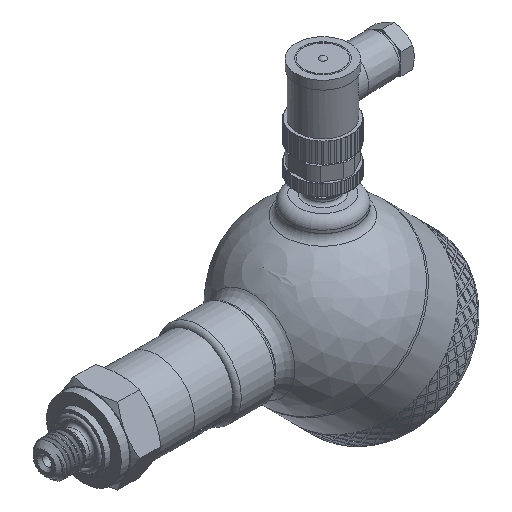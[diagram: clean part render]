
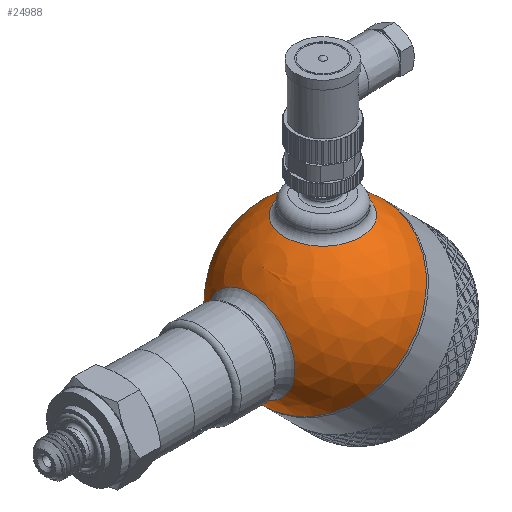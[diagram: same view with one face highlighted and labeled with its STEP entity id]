
A CAD part, isometric view. The second image highlights one B-rep face of the part: STEP entity #24988.
In plain terms, the highlighted spherical face has radius 30 mm.
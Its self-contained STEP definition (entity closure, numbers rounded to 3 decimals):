
#36=SPHERICAL_SURFACE('',#26533,30.);
#121=FACE_BOUND('',#3398,.T.);
#122=FACE_BOUND('',#3399,.T.);
#1763=FACE_OUTER_BOUND('',#3397,.T.);
#3397=EDGE_LOOP('',(#17952,#17953,#17954,#17955));
#3398=EDGE_LOOP('',(#17956));
#3399=EDGE_LOOP('',(#17957));
#4906=CIRCLE('',#26455,30.);
#4907=CIRCLE('',#26456,30.);
#4934=CIRCLE('',#26529,13.5);
#4937=CIRCLE('',#26534,30.);
#4938=CIRCLE('',#26535,15.643);
#9560=VERTEX_POINT('',#33704);
#9561=VERTEX_POINT('',#33706);
#10060=VERTEX_POINT('',#40093);
#10062=VERTEX_POINT('',#40100);
#10063=VERTEX_POINT('',#40102);
#12261=EDGE_CURVE('',#9560,#9561,#4906,.T.);
#12262=EDGE_CURVE('',#9561,#9560,#4907,.T.);
#13013=EDGE_CURVE('',#10060,#10060,#4934,.T.);
#13016=EDGE_CURVE('',#9561,#10062,#4937,.T.);
#13017=EDGE_CURVE('',#10063,#10063,#4938,.T.);
#17952=ORIENTED_EDGE('',*,*,#12262,.F.);
#17953=ORIENTED_EDGE('',*,*,#13016,.T.);
#17954=ORIENTED_EDGE('',*,*,#13016,.F.);
#17955=ORIENTED_EDGE('',*,*,#12261,.F.);
#17956=ORIENTED_EDGE('',*,*,#13017,.F.);
#17957=ORIENTED_EDGE('',*,*,#13013,.F.);
#24988=ADVANCED_FACE('',(#1763,#121,#122),#36,.T.);
#26455=AXIS2_PLACEMENT_3D('',#33707,#28165,#28166);
#26456=AXIS2_PLACEMENT_3D('',#33708,#28167,#28168);
#26529=AXIS2_PLACEMENT_3D('',#40094,#28577,#28578);
#26533=AXIS2_PLACEMENT_3D('',#40099,#28585,#28586);
#26534=AXIS2_PLACEMENT_3D('',#40101,#28587,#28588);
#26535=AXIS2_PLACEMENT_3D('',#40103,#28589,#28590);
#28165=DIRECTION('center_axis',(1.,0.,0.));
#28166=DIRECTION('ref_axis',(0.,1.,0.));
#28167=DIRECTION('center_axis',(1.,0.,0.));
#28168=DIRECTION('ref_axis',(0.,1.,0.));
#28577=DIRECTION('center_axis',(-0.707,0.,-0.707));
#28578=DIRECTION('ref_axis',(-0.707,0.,0.707));
#28585=DIRECTION('center_axis',(1.,0.,0.));
#28586=DIRECTION('ref_axis',(0.,-1.,0.));
#28587=DIRECTION('center_axis',(0.,0.,1.));
#28588=DIRECTION('ref_axis',(0.,1.,0.));
#28589=DIRECTION('center_axis',(-0.707,0.,0.707));
#28590=DIRECTION('ref_axis',(0.707,0.,0.707));
#33704=CARTESIAN_POINT('',(0.,-30.,0.));
#33706=CARTESIAN_POINT('',(0.,30.,0.));
#33707=CARTESIAN_POINT('Origin',(0.,0.,0.));
#33708=CARTESIAN_POINT('Origin',(0.,0.,0.));
#40093=CARTESIAN_POINT('',(-9.398,0.,-28.49));
#40094=CARTESIAN_POINT('Origin',(-18.944,0.,-18.944));
#40099=CARTESIAN_POINT('Origin',(0.,0.,0.));
#40100=CARTESIAN_POINT('',(-30.,0.,0.));
#40101=CARTESIAN_POINT('Origin',(0.,0.,0.));
#40102=CARTESIAN_POINT('',(-29.162,0.,7.04));
#40103=CARTESIAN_POINT('Origin',(-18.101,0.,18.101));
